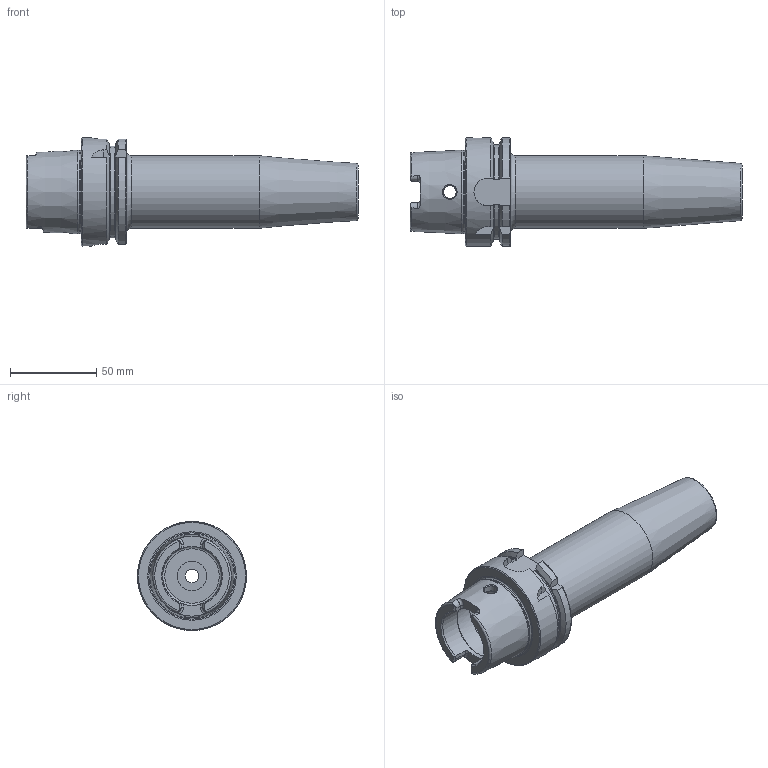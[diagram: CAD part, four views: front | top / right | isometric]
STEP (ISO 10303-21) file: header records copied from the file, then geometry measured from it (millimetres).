
FILE_DESCRIPTION(/* description */ (''),/* implementation_level */ '2;1');
FILE_NAME(/* name */ 'VQ042.stp',/* time_stamp */ '2023-05-30T09:13:17+09:00',/* author */ ('YSH'),/* organization */ (''),/* preprocessor_version */ 'ST-DEVELOPER v18.1',/* originating_system */ 'Autodesk Inventor 2022',/* authorisation */ '');
FILE_SCHEMA (('AUTOMOTIVE_DESIGN { 1 0 10303 214 3 1 1 }'));
Length unit declared in the file: millimetre
Products named in the file (1): LO-HSK63A-SFH19.05-160
Bounding box: 192 x 63 x 63 mm (x, y, z)
Volume: 228760.2 mm3; surface area: 44272 mm2
Topology: 1 solids, 1 shells, 116 faces, 310 edges, 201 vertices
Faces by surface type: plane 42, cylinder 34, torus 23, cone 15, bspline 2
Full cylindrical faces by diameter (mm): 7.5 x2, 8 x1, 10 x1, 14.917 x1, 16.917 x1, 19 x1, 19.05 x1, 20.25 x1, 34 x2, 40 x1, 42 x1, 48.041 x1, 63 x1
Entity records: 4367 total; most frequent: CARTESIAN_POINT 1454, ORIENTED_EDGE 620, DIRECTION 600, EDGE_CURVE 310, AXIS2_PLACEMENT_3D 247, VERTEX_POINT 201, EDGE_LOOP 127, CIRCLE 124
